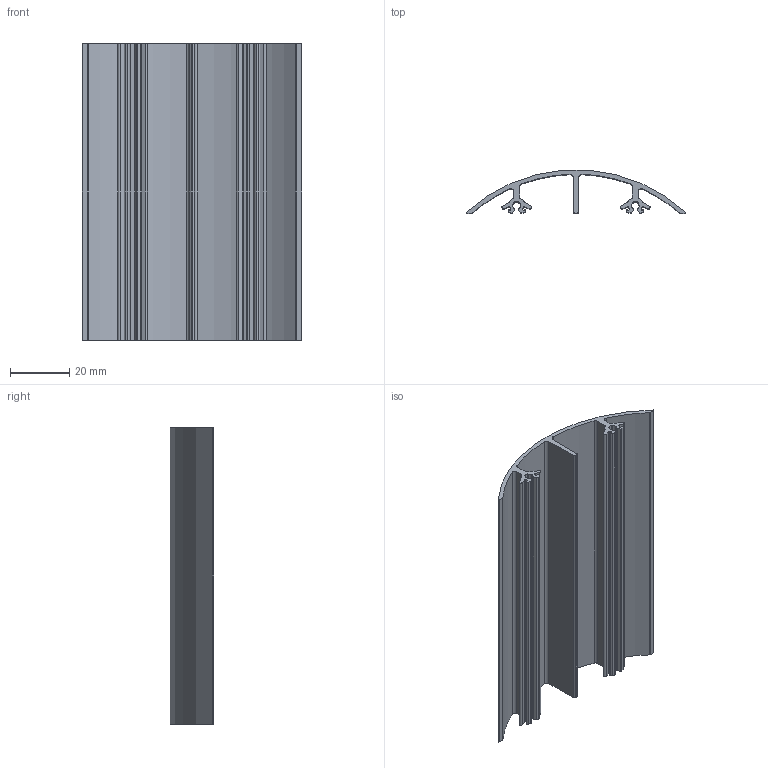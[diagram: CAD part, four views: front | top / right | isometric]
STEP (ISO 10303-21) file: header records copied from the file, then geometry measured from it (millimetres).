
FILE_DESCRIPTION (( 'STEP AP203' ), '1' );
FILE_NAME ('ALU COVER 80.STEP', '2015-12-08T18:58:15', ( '' ), ( '' ), 'SwSTEP 2.0', 'SolidWorks 2015', '' );
FILE_SCHEMA (( 'CONFIG_CONTROL_DESIGN' ));
Length unit declared in the file: millimetre
Products named in the file (1): I8 80 AP
Bounding box: 74 x 14.51 x 100 mm (x, y, z)
Volume: 20262.3 mm3; surface area: 27064.9 mm2
Topology: 1 solids, 1 shells, 119 faces, 351 edges, 234 vertices
Faces by surface type: cylinder 78, plane 41
Entity records: 4118 total; most frequent: DIRECTION 747, CARTESIAN_POINT 705, ORIENTED_EDGE 702, EDGE_CURVE 351, AXIS2_PLACEMENT_3D 276, VERTEX_POINT 234, VECTOR 195, LINE 195
